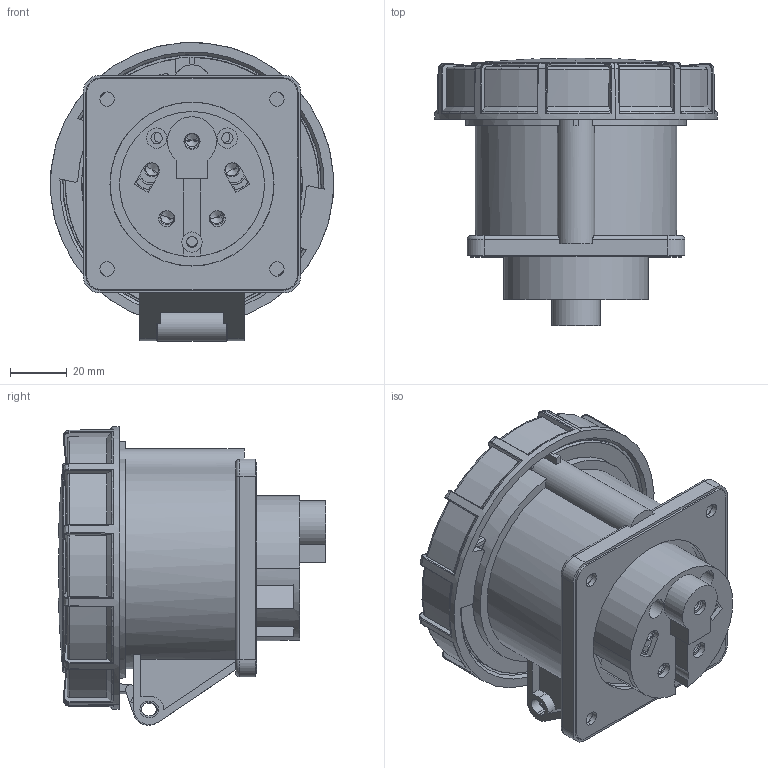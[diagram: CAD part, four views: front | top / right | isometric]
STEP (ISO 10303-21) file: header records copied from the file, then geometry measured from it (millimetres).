
FILE_DESCRIPTION((''),'2;1');
FILE_NAME('32A5K00_ASM','2021-10-13T16:01:51',('Administrator'),(''),'CREO PARAMETRIC BY PTC INC, 2021063','CREO PARAMETRIC BY PTC INC, 2021063','');
FILE_SCHEMA(('AUTOMOTIVE_DESIGN { 1 0 10303 214 1 1 1 1 }'));
Products named in the file (8): 00; 32A5K000; 0033; 8__0002; 6__0002; 003; 32A5K00_ASM
Assembly tree (10 placements, depth 2):
  32A5K00_ASM
    00
    00
    32A5K000
    0033
    8__0002
    6__0002  x4
    003
Bounding box: 99.99 x 94.45 x 105.6 mm (x, y, z)
Volume: 178315.4 mm3; surface area: 171371.7 mm2
Topology: 10 solids, 13 shells, 1355 faces, 3736 edges, 2466 vertices
Faces by surface type: plane 597, cylinder 419, bspline 141, cone 122, torus 72, sphere 4
Entity records: 56013 total; most frequent: CARTESIAN_POINT 17173, ORIENTED_EDGE 6420, DIRECTION 6002, EDGE_CURVE 3217, PRESENTATION_STYLE_ASSIGNMENT 2609, STYLED_ITEM 2609, CURVE_STYLE 2600, AXIS2_PLACEMENT_3D 2211
